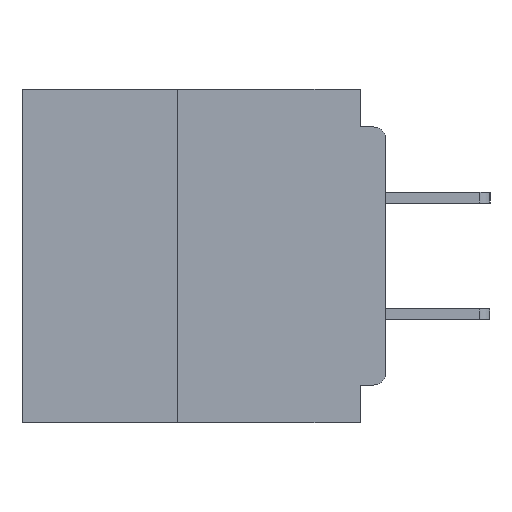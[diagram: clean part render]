
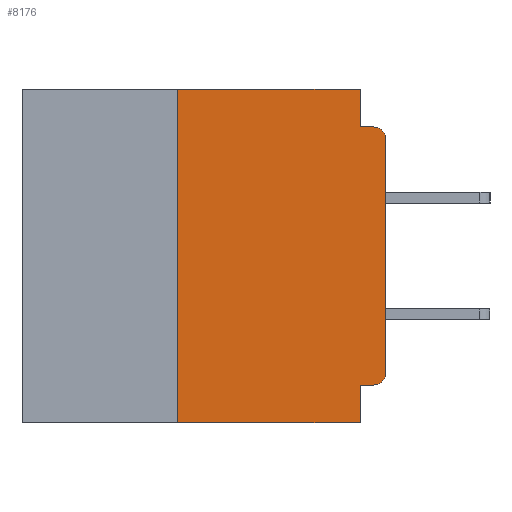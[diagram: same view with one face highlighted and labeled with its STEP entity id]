
A CAD part, left-side view. The second image highlights one B-rep face of the part: STEP entity #8176.
In plain terms, the highlighted planar face has unit normal (-1, 0, 0).
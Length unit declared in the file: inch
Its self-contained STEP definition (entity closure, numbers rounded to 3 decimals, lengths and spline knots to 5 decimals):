
#2296 = LINE ( 'NONE', #46785, #23754 ) ;
#2636 = CARTESIAN_POINT ( 'NONE',  ( 0., 0.015, -0.355 ) ) ;
#2798 = CARTESIAN_POINT ( 'NONE',  ( 0., 0., -0.045 ) ) ;
#2902 = ORIENTED_EDGE ( 'NONE', *, *, #18821, .F. ) ;
#3146 = AXIS2_PLACEMENT_3D ( 'NONE', #30719, #5060, #35042 ) ;
#3318 = CIRCLE ( 'NONE', #49088, 0.015 ) ;
#3839 = VECTOR ( 'NONE', #43550, 39.37008 ) ;
#4061 = DIRECTION ( 'NONE',  ( 0., 0., 1. ) ) ;
#4343 = FACE_OUTER_BOUND ( 'NONE', #23325, .T. ) ;
#5060 = DIRECTION ( 'NONE',  ( -1., 0., 0. ) ) ;
#5113 = EDGE_CURVE ( 'NONE', #44223, #40668, #32784, .T. ) ;
#5337 = VECTOR ( 'NONE', #32985, 39.37008 ) ;
#5691 = ORIENTED_EDGE ( 'NONE', *, *, #18249, .F. ) ;
#6294 = CARTESIAN_POINT ( 'NONE',  ( 0., 0.031, 0. ) ) ;
#6893 = CARTESIAN_POINT ( 'NONE',  ( 0., 0.437, 0. ) ) ;
#8043 = DIRECTION ( 'NONE',  ( 0., 0., 1. ) ) ;
#8176 = ADVANCED_FACE ( 'NONE', ( #4343 ), #11236, .F. ) ;
#8973 = DIRECTION ( 'NONE',  ( 0., -1., 0. ) ) ;
#9071 = CARTESIAN_POINT ( 'NONE',  ( 0., 0.031, -0.045 ) ) ;
#9568 = EDGE_CURVE ( 'NONE', #44223, #55570, #22940, .T. ) ;
#9596 = LINE ( 'NONE', #41757, #31002 ) ;
#9862 = VERTEX_POINT ( 'NONE', #6294 ) ;
#10575 = VERTEX_POINT ( 'NONE', #50471 ) ;
#11236 = PLANE ( 'NONE',  #25391 ) ;
#11492 = ORIENTED_EDGE ( 'NONE', *, *, #29575, .T. ) ;
#14982 = CARTESIAN_POINT ( 'NONE',  ( 0., 0., -0.06 ) ) ;
#15284 = EDGE_CURVE ( 'NONE', #16860, #44060, #2296, .T. ) ;
#16152 = ORIENTED_EDGE ( 'NONE', *, *, #28605, .F. ) ;
#16210 = DIRECTION ( 'NONE',  ( 0., 0., -1. ) ) ;
#16649 = ORIENTED_EDGE ( 'NONE', *, *, #5113, .F. ) ;
#16760 = LINE ( 'NONE', #2798, #5337 ) ;
#16860 = VERTEX_POINT ( 'NONE', #53207 ) ;
#17391 = CARTESIAN_POINT ( 'NONE',  ( 0., 0.437, -0.4 ) ) ;
#17976 = ORIENTED_EDGE ( 'NONE', *, *, #9568, .T. ) ;
#18249 = EDGE_CURVE ( 'NONE', #9862, #37948, #53199, .T. ) ;
#18821 = EDGE_CURVE ( 'NONE', #40668, #9862, #9596, .T. ) ;
#18842 = DIRECTION ( 'NONE',  ( -1., 0., 0. ) ) ;
#20481 = VERTEX_POINT ( 'NONE', #47965 ) ;
#21649 = VECTOR ( 'NONE', #8973, 39.37008 ) ;
#22940 = LINE ( 'NONE', #17391, #21649 ) ;
#23044 = CARTESIAN_POINT ( 'NONE',  ( 0., 0.031, -0.4 ) ) ;
#23325 = EDGE_LOOP ( 'NONE', ( #27377, #11492, #16152, #5691, #2902, #16649, #17976, #39529, #45644, #48490 ) ) ;
#23754 = VECTOR ( 'NONE', #4061, 39.37008 ) ;
#25391 = AXIS2_PLACEMENT_3D ( 'NONE', #6893, #54063, #28465 ) ;
#26416 = CIRCLE ( 'NONE', #3146, 0.015 ) ;
#26635 = LINE ( 'NONE', #39234, #3839 ) ;
#27377 = ORIENTED_EDGE ( 'NONE', *, *, #15284, .T. ) ;
#27813 = LINE ( 'NONE', #47883, #37855 ) ;
#28465 = DIRECTION ( 'NONE',  ( 0., 0., -1. ) ) ;
#28605 = EDGE_CURVE ( 'NONE', #37948, #10575, #16760, .T. ) ;
#29111 = VECTOR ( 'NONE', #16210, 39.37008 ) ;
#29575 = EDGE_CURVE ( 'NONE', #44060, #10575, #3318, .T. ) ;
#30719 = CARTESIAN_POINT ( 'NONE',  ( 0., 0.015, -0.34 ) ) ;
#31002 = VECTOR ( 'NONE', #46083, 39.37008 ) ;
#32357 = EDGE_CURVE ( 'NONE', #36332, #20481, #27813, .T. ) ;
#32784 = LINE ( 'NONE', #46631, #42836 ) ;
#32985 = DIRECTION ( 'NONE',  ( 0., -1., 0. ) ) ;
#35042 = DIRECTION ( 'NONE',  ( 0., 0., -1. ) ) ;
#36332 = VERTEX_POINT ( 'NONE', #2636 ) ;
#37442 = CARTESIAN_POINT ( 'NONE',  ( 0., 0.25, -0.4 ) ) ;
#37855 = VECTOR ( 'NONE', #43596, 39.37008 ) ;
#37948 = VERTEX_POINT ( 'NONE', #9071 ) ;
#39234 = CARTESIAN_POINT ( 'NONE',  ( 0., 0.031, -0.4 ) ) ;
#39529 = ORIENTED_EDGE ( 'NONE', *, *, #48029, .F. ) ;
#40668 = VERTEX_POINT ( 'NONE', #51771 ) ;
#41757 = CARTESIAN_POINT ( 'NONE',  ( 0., 0.437, 0. ) ) ;
#41862 = CARTESIAN_POINT ( 'NONE',  ( 0., 0.031, 0. ) ) ;
#42836 = VECTOR ( 'NONE', #8043, 39.37008 ) ;
#43550 = DIRECTION ( 'NONE',  ( 0., 0., -1. ) ) ;
#43596 = DIRECTION ( 'NONE',  ( 0., 1., 0. ) ) ;
#43881 = EDGE_CURVE ( 'NONE', #36332, #16860, #26416, .T. ) ;
#44060 = VERTEX_POINT ( 'NONE', #14982 ) ;
#44223 = VERTEX_POINT ( 'NONE', #37442 ) ;
#44531 = CARTESIAN_POINT ( 'NONE',  ( 0., 0.015, -0.06 ) ) ;
#45644 = ORIENTED_EDGE ( 'NONE', *, *, #32357, .F. ) ;
#46083 = DIRECTION ( 'NONE',  ( 0., -1., 0. ) ) ;
#46631 = CARTESIAN_POINT ( 'NONE',  ( 0., 0.25, -0.4 ) ) ;
#46785 = CARTESIAN_POINT ( 'NONE',  ( 0., 0., 0. ) ) ;
#47883 = CARTESIAN_POINT ( 'NONE',  ( 0., 0., -0.355 ) ) ;
#47965 = CARTESIAN_POINT ( 'NONE',  ( 0., 0.031, -0.355 ) ) ;
#48029 = EDGE_CURVE ( 'NONE', #20481, #55570, #26635, .T. ) ;
#48490 = ORIENTED_EDGE ( 'NONE', *, *, #43881, .T. ) ;
#48816 = DIRECTION ( 'NONE',  ( 0., 0., -1. ) ) ;
#49088 = AXIS2_PLACEMENT_3D ( 'NONE', #44531, #18842, #48816 ) ;
#50471 = CARTESIAN_POINT ( 'NONE',  ( 0., 0.015, -0.045 ) ) ;
#51771 = CARTESIAN_POINT ( 'NONE',  ( 0., 0.25, 0. ) ) ;
#53199 = LINE ( 'NONE', #41862, #29111 ) ;
#53207 = CARTESIAN_POINT ( 'NONE',  ( 0., 0., -0.34 ) ) ;
#54063 = DIRECTION ( 'NONE',  ( 1., 0., 0. ) ) ;
#55570 = VERTEX_POINT ( 'NONE', #23044 ) ;
